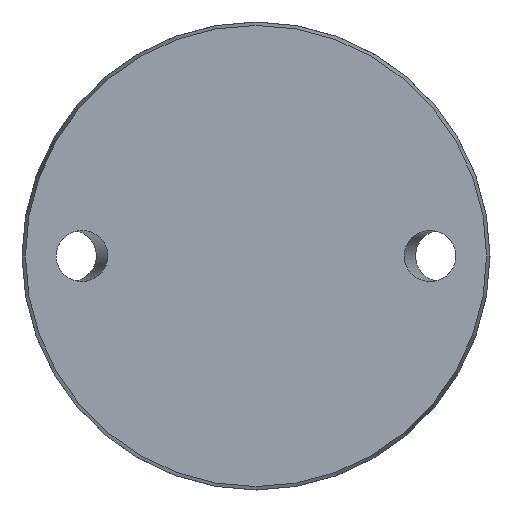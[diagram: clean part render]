
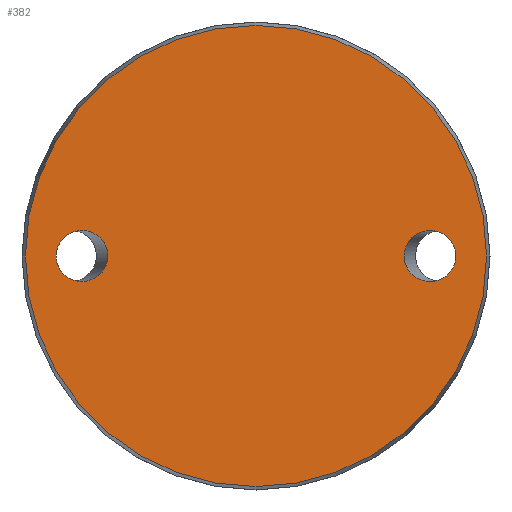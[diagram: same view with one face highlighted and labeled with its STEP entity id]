
A CAD part, front view. The second image highlights one B-rep face of the part: STEP entity #382.
In plain terms, the highlighted planar face has unit normal (0, -1, 0).
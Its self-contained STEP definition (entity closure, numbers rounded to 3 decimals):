
#4 = DIRECTION ( 'NONE',  ( 0., 0., -1. ) ) ;
#13 = CARTESIAN_POINT ( 'NONE',  ( 24.691, 0., -8.5 ) ) ;
#24 = ORIENTED_EDGE ( 'NONE', *, *, #323, .F. ) ;
#29 = CARTESIAN_POINT ( 'NONE',  ( 0., 0., -38.425 ) ) ;
#59 = DIRECTION ( 'NONE',  ( 0., 1., 0. ) ) ;
#97 = CARTESIAN_POINT ( 'NONE',  ( -33.309, 0., 8.5 ) ) ;
#148 = CARTESIAN_POINT ( 'NONE',  ( 24.691, 0., 8.5 ) ) ;
#149 =( BOUNDED_CURVE ( )  B_SPLINE_CURVE ( 3, ( #758, #97, #687, #390, #841, #178, #201 ),
 .UNSPECIFIED., .T., .F. ) 
 B_SPLINE_CURVE_WITH_KNOTS ( ( 4, 3, 4 ),
 ( 0., 3.142, 6.283 ),
 .UNSPECIFIED. ) 
 CURVE ( )  GEOMETRIC_REPRESENTATION_ITEM ( )  RATIONAL_B_SPLINE_CURVE ( ( 1., 0.333, 0.333, 1., 0.333, 0.333, 1. ) ) 
 REPRESENTATION_ITEM ( '' )  );
#155 = CARTESIAN_POINT ( 'NONE',  ( 33.309, 0., 0. ) ) ;
#159 = CIRCLE ( 'NONE', #397, 38.425 ) ;
#178 = CARTESIAN_POINT ( 'NONE',  ( -33.309, 0., -8.5 ) ) ;
#201 = CARTESIAN_POINT ( 'NONE',  ( -33.309, 0., 0. ) ) ;
#228 = CARTESIAN_POINT ( 'NONE',  ( 33.309, 0., -8.5 ) ) ;
#251 = VERTEX_POINT ( 'NONE', #684 ) ;
#256 = ORIENTED_EDGE ( 'NONE', *, *, #526, .T. ) ;
#304 = CARTESIAN_POINT ( 'NONE',  ( 24.691, 0., 0. ) ) ;
#323 = EDGE_CURVE ( 'NONE', #763, #763, #407, .T. ) ;
#324 = EDGE_LOOP ( 'NONE', ( #418 ) ) ;
#335 = FACE_OUTER_BOUND ( 'NONE', #324, .T. ) ;
#346 = EDGE_LOOP ( 'NONE', ( #256 ) ) ;
#352 = FACE_BOUND ( 'NONE', #749, .T. ) ;
#374 = CARTESIAN_POINT ( 'NONE',  ( 33.309, 0., 8.5 ) ) ;
#382 = ADVANCED_FACE ( 'NONE', ( #723, #352, #335 ), #500, .F. ) ;
#390 = CARTESIAN_POINT ( 'NONE',  ( -24.691, 0., 0. ) ) ;
#397 = AXIS2_PLACEMENT_3D ( 'NONE', #514, #815, #4 ) ;
#407 =( BOUNDED_CURVE ( )  B_SPLINE_CURVE ( 3, ( #669, #13, #228, #155, #374, #148, #304 ),
 .UNSPECIFIED., .T., .F. ) 
 B_SPLINE_CURVE_WITH_KNOTS ( ( 4, 3, 4 ),
 ( 0., 3.142, 6.283 ),
 .UNSPECIFIED. ) 
 CURVE ( )  GEOMETRIC_REPRESENTATION_ITEM ( )  RATIONAL_B_SPLINE_CURVE ( ( 1., 0.333, 0.333, 1., 0.333, 0.333, 1. ) ) 
 REPRESENTATION_ITEM ( '' )  );
#418 = ORIENTED_EDGE ( 'NONE', *, *, #761, .T. ) ;
#500 = PLANE ( 'NONE',  #615 ) ;
#514 = CARTESIAN_POINT ( 'NONE',  ( 0., 0., 0. ) ) ;
#526 = EDGE_CURVE ( 'NONE', #251, #251, #149, .T. ) ;
#615 = AXIS2_PLACEMENT_3D ( 'NONE', #858, #59, #647 ) ;
#647 = DIRECTION ( 'NONE',  ( 0., 0., 1. ) ) ;
#669 = CARTESIAN_POINT ( 'NONE',  ( 24.691, 0., 0. ) ) ;
#682 = VERTEX_POINT ( 'NONE', #29 ) ;
#684 = CARTESIAN_POINT ( 'NONE',  ( -33.309, 0., 0. ) ) ;
#687 = CARTESIAN_POINT ( 'NONE',  ( -24.691, 0., 8.5 ) ) ;
#694 = CARTESIAN_POINT ( 'NONE',  ( 24.691, 0., 0. ) ) ;
#723 = FACE_BOUND ( 'NONE', #346, .T. ) ;
#749 = EDGE_LOOP ( 'NONE', ( #24 ) ) ;
#758 = CARTESIAN_POINT ( 'NONE',  ( -33.309, 0., 0. ) ) ;
#761 = EDGE_CURVE ( 'NONE', #682, #682, #159, .T. ) ;
#763 = VERTEX_POINT ( 'NONE', #694 ) ;
#815 = DIRECTION ( 'NONE',  ( 0., -1., 0. ) ) ;
#841 = CARTESIAN_POINT ( 'NONE',  ( -24.691, 0., -8.5 ) ) ;
#858 = CARTESIAN_POINT ( 'NONE',  ( -38.425, 0., 0. ) ) ;
